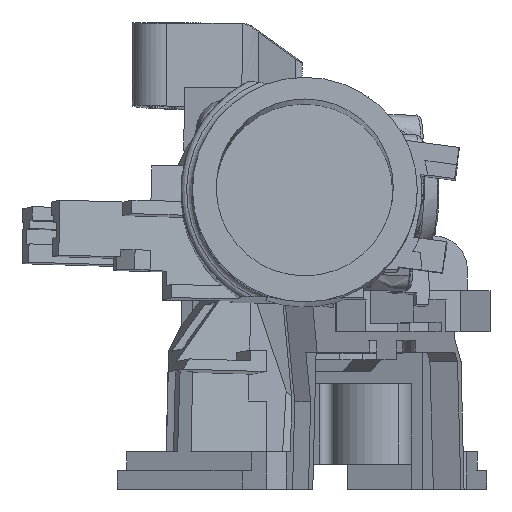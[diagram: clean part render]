
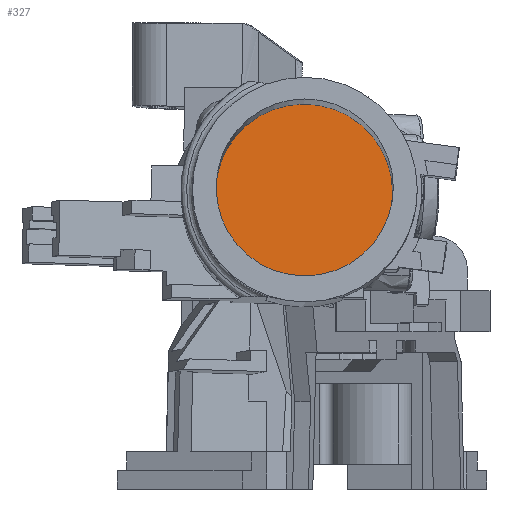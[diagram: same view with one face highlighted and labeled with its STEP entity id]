
A CAD part, front view. The second image highlights one B-rep face of the part: STEP entity #327.
In plain terms, the highlighted free-form (B-spline) face has degree [1, 1] with [2, 2] control points.
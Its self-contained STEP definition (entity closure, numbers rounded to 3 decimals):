
#327=ADVANCED_FACE('',(#1147),#1148,.T.);
#1147=FACE_OUTER_BOUND('',#11753,.T.);
#1148=B_SPLINE_SURFACE_WITH_KNOTS('',1,1,((#11754,#11755),(#11756,#11757)),.UNSPECIFIED.,.F.,.F.,.F.,(2,2),(2,2),(0.0,1.0),(0.0,1.0),.UNSPECIFIED.);
#11753=EDGE_LOOP('',(#18935));
#11754=CARTESIAN_POINT('',(-12.928,-49.642,28.841));
#11755=CARTESIAN_POINT('',(-12.928,-48.18,57.21));
#11756=CARTESIAN_POINT('',(15.478,-49.469,28.832));
#11757=CARTESIAN_POINT('',(15.478,-48.007,57.201));
#18935=ORIENTED_EDGE('',*,*,#20592,.T.);
#20592=EDGE_CURVE('',#22282,#22282,#22283,.T.);
#22282=VERTEX_POINT('',#26458);
#22283=CIRCLE('',#26459,14.035);
#26458=CARTESIAN_POINT('',(15.31,-48.739,43.017));
#26459=AXIS2_PLACEMENT_3D('',#33919,#33920,#33921);
#33919=CARTESIAN_POINT('',(1.275,-48.825,43.021));
#33920=DIRECTION('',(0.006,-0.999,0.051));
#33921=DIRECTION('',(1.,0.006,0.));
